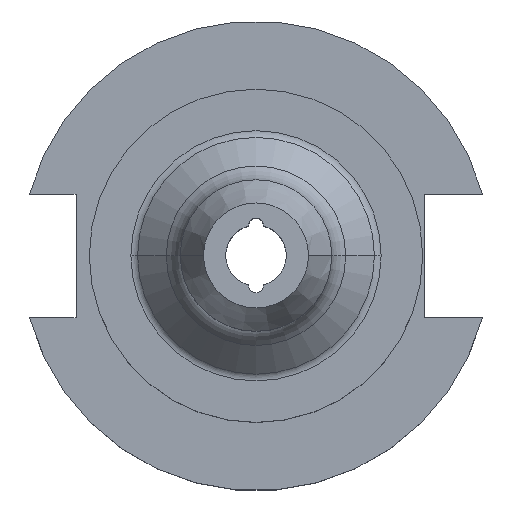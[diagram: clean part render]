
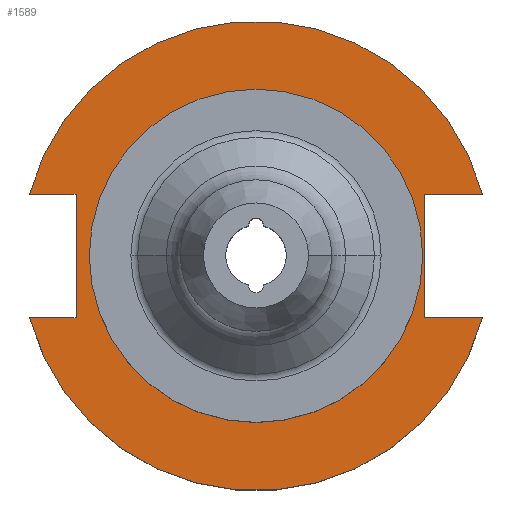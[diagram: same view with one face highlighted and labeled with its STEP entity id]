
A CAD part, top view. The second image highlights one B-rep face of the part: STEP entity #1589.
In plain terms, the highlighted planar face has unit normal (0, 0, 1).
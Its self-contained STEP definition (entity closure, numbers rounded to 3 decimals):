
#10 = ORIENTED_EDGE ( 'NONE', *, *, #22, .F. ) ;
#22 = EDGE_CURVE ( 'NONE', #787, #582, #1598, .T. ) ;
#53 = CIRCLE ( 'NONE', #628, 34.925 ) ;
#64 = CARTESIAN_POINT ( 'NONE',  ( -37.719, -12.954, 19.05 ) ) ;
#79 = CARTESIAN_POINT ( 'NONE',  ( 35.306, -12.954, 19.05 ) ) ;
#114 = VERTEX_POINT ( 'NONE', #1295 ) ;
#128 = DIRECTION ( 'NONE',  ( 1., 0., 0. ) ) ;
#175 = AXIS2_PLACEMENT_3D ( 'NONE', #1345, #729, #885 ) ;
#194 = DIRECTION ( 'NONE',  ( 1., 0., 0. ) ) ;
#208 = CARTESIAN_POINT ( 'NONE',  ( 35.306, 12.954, 19.05 ) ) ;
#265 = VERTEX_POINT ( 'NONE', #1858 ) ;
#270 = VECTOR ( 'NONE', #1655, 1000. ) ;
#310 = DIRECTION ( 'NONE',  ( 0., 0., 1. ) ) ;
#338 = ORIENTED_EDGE ( 'NONE', *, *, #1100, .F. ) ;
#389 = EDGE_CURVE ( 'NONE', #454, #841, #550, .T. ) ;
#402 = CIRCLE ( 'NONE', #175, 49.212 ) ;
#430 = VECTOR ( 'NONE', #1732, 1000. ) ;
#454 = VERTEX_POINT ( 'NONE', #1150 ) ;
#494 = VECTOR ( 'NONE', #1823, 1000. ) ;
#499 = FACE_OUTER_BOUND ( 'NONE', #662, .T. ) ;
#528 = CARTESIAN_POINT ( 'NONE',  ( 0., 0., 19.05 ) ) ;
#531 = CARTESIAN_POINT ( 'NONE',  ( 0., 0., 19.05 ) ) ;
#550 = CIRCLE ( 'NONE', #952, 49.212 ) ;
#576 = CARTESIAN_POINT ( 'NONE',  ( 35.306, 12.954, 19.05 ) ) ;
#582 = VERTEX_POINT ( 'NONE', #1461 ) ;
#590 = CARTESIAN_POINT ( 'NONE',  ( 35.306, 12.954, 19.05 ) ) ;
#598 = EDGE_CURVE ( 'NONE', #114, #841, #851, .T. ) ;
#607 = VERTEX_POINT ( 'NONE', #1628 ) ;
#628 = AXIS2_PLACEMENT_3D ( 'NONE', #528, #966, #1747 ) ;
#641 = CARTESIAN_POINT ( 'NONE',  ( 47.477, -12.954, 19.05 ) ) ;
#662 = EDGE_LOOP ( 'NONE', ( #1517, #1324, #960, #880, #1132, #338, #1417, #850 ) ) ;
#726 = EDGE_CURVE ( 'NONE', #582, #787, #53, .T. ) ;
#729 = DIRECTION ( 'NONE',  ( 0., 0., 1. ) ) ;
#750 = CARTESIAN_POINT ( 'NONE',  ( -63.719, -12.954, 19.05 ) ) ;
#787 = VERTEX_POINT ( 'NONE', #1247 ) ;
#792 = CARTESIAN_POINT ( 'NONE',  ( 0., 0., 19.05 ) ) ;
#803 = EDGE_CURVE ( 'NONE', #821, #989, #1288, .T. ) ;
#821 = VERTEX_POINT ( 'NONE', #1411 ) ;
#841 = VERTEX_POINT ( 'NONE', #641 ) ;
#850 = ORIENTED_EDGE ( 'NONE', *, *, #1807, .F. ) ;
#851 = LINE ( 'NONE', #79, #1835 ) ;
#861 = FACE_BOUND ( 'NONE', #1034, .T. ) ;
#879 = AXIS2_PLACEMENT_3D ( 'NONE', #1305, #310, #1123 ) ;
#880 = ORIENTED_EDGE ( 'NONE', *, *, #803, .F. ) ;
#885 = DIRECTION ( 'NONE',  ( 1., 0., 0. ) ) ;
#912 = DIRECTION ( 'NONE',  ( -1., 0., 0. ) ) ;
#952 = AXIS2_PLACEMENT_3D ( 'NONE', #792, #1094, #194 ) ;
#960 = ORIENTED_EDGE ( 'NONE', *, *, #1794, .F. ) ;
#966 = DIRECTION ( 'NONE',  ( 0., 0., 1. ) ) ;
#989 = VERTEX_POINT ( 'NONE', #576 ) ;
#1034 = EDGE_LOOP ( 'NONE', ( #10, #1216 ) ) ;
#1042 = VECTOR ( 'NONE', #912, 1000. ) ;
#1091 = PLANE ( 'NONE',  #879 ) ;
#1094 = DIRECTION ( 'NONE',  ( 0., 0., 1. ) ) ;
#1100 = EDGE_CURVE ( 'NONE', #265, #607, #1294, .T. ) ;
#1123 = DIRECTION ( 'NONE',  ( 1., 0., 0. ) ) ;
#1124 = CARTESIAN_POINT ( 'NONE',  ( -37.719, 12.954, 19.05 ) ) ;
#1132 = ORIENTED_EDGE ( 'NONE', *, *, #1757, .T. ) ;
#1150 = CARTESIAN_POINT ( 'NONE',  ( -47.477, -12.954, 19.05 ) ) ;
#1173 = VECTOR ( 'NONE', #1786, 1000. ) ;
#1208 = CARTESIAN_POINT ( 'NONE',  ( -63.719, 12.954, 19.05 ) ) ;
#1216 = ORIENTED_EDGE ( 'NONE', *, *, #726, .F. ) ;
#1247 = CARTESIAN_POINT ( 'NONE',  ( 34.925, 0., 19.05 ) ) ;
#1288 = LINE ( 'NONE', #208, #430 ) ;
#1294 = LINE ( 'NONE', #1208, #1042 ) ;
#1295 = CARTESIAN_POINT ( 'NONE',  ( 35.306, -12.954, 19.05 ) ) ;
#1305 = CARTESIAN_POINT ( 'NONE',  ( 0., 49.212, 19.05 ) ) ;
#1324 = ORIENTED_EDGE ( 'NONE', *, *, #598, .F. ) ;
#1329 = VERTEX_POINT ( 'NONE', #64 ) ;
#1345 = CARTESIAN_POINT ( 'NONE',  ( 0., 0., 19.05 ) ) ;
#1411 = CARTESIAN_POINT ( 'NONE',  ( 47.477, 12.954, 19.05 ) ) ;
#1417 = ORIENTED_EDGE ( 'NONE', *, *, #1651, .F. ) ;
#1461 = CARTESIAN_POINT ( 'NONE',  ( -34.925, 0., 19.05 ) ) ;
#1498 = LINE ( 'NONE', #590, #270 ) ;
#1517 = ORIENTED_EDGE ( 'NONE', *, *, #389, .T. ) ;
#1546 = AXIS2_PLACEMENT_3D ( 'NONE', #531, #1776, #1601 ) ;
#1571 = LINE ( 'NONE', #1124, #1173 ) ;
#1589 = ADVANCED_FACE ( 'NONE', ( #861, #499 ), #1091, .T. ) ;
#1598 = CIRCLE ( 'NONE', #1546, 34.925 ) ;
#1601 = DIRECTION ( 'NONE',  ( 1., 0., 0. ) ) ;
#1628 = CARTESIAN_POINT ( 'NONE',  ( -47.477, 12.954, 19.05 ) ) ;
#1651 = EDGE_CURVE ( 'NONE', #1329, #265, #1571, .T. ) ;
#1655 = DIRECTION ( 'NONE',  ( 0., -1., 0. ) ) ;
#1721 = LINE ( 'NONE', #750, #494 ) ;
#1732 = DIRECTION ( 'NONE',  ( -1., 0., 0. ) ) ;
#1747 = DIRECTION ( 'NONE',  ( 1., 0., 0. ) ) ;
#1757 = EDGE_CURVE ( 'NONE', #821, #607, #402, .T. ) ;
#1776 = DIRECTION ( 'NONE',  ( 0., 0., 1. ) ) ;
#1786 = DIRECTION ( 'NONE',  ( 0., 1., 0. ) ) ;
#1794 = EDGE_CURVE ( 'NONE', #989, #114, #1498, .T. ) ;
#1807 = EDGE_CURVE ( 'NONE', #454, #1329, #1721, .T. ) ;
#1823 = DIRECTION ( 'NONE',  ( 1., 0., 0. ) ) ;
#1835 = VECTOR ( 'NONE', #128, 1000. ) ;
#1858 = CARTESIAN_POINT ( 'NONE',  ( -37.719, 12.954, 19.05 ) ) ;
